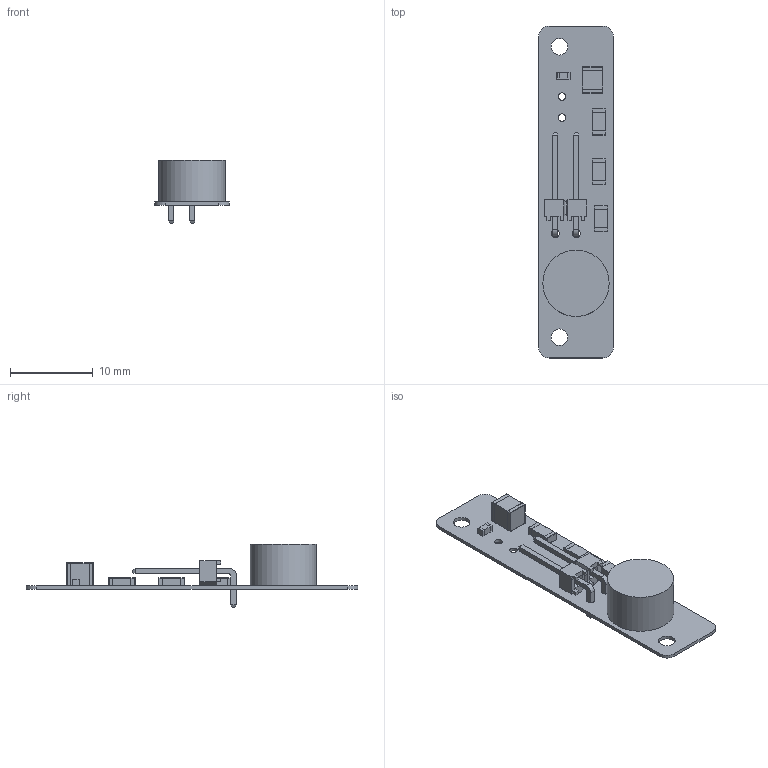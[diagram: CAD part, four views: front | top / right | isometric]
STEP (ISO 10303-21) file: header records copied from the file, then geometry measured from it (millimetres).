
FILE_DESCRIPTION(('Open CASCADE Model'),'2;1');
FILE_NAME('Open CASCADE Shape Model','2020-06-16T01:07:11',('Author'),( 'Open CASCADE'),'Open CASCADE STEP processor 6.8','Open CASCADE 6.8' ,'Unknown');
FILE_SCHEMA(('AUTOMOTIVE_DESIGN { 1 0 10303 214 1 1 1 1 }'));
Length unit declared in the file: millimetre
Products named in the file (1): PCB
Bounding box: 9 x 40 x 7.59 mm (x, y, z)
Volume: 432.6 mm3; surface area: 1231.4 mm2
Topology: 3 solids, 157 shells, 380 faces, 1262 edges, 994 vertices
Faces by surface type: plane 208, cylinder 124, sphere 48
Full cylindrical faces by diameter (mm): 0.9 x3, 1.02 x2, 2 x2, 8 x1
Entity records: 14698 total; most frequent: CARTESIAN_POINT 2589, DIRECTION 2384, ORIENTED_EDGE 1700, EDGE_CURVE 1214, VERTEX_POINT 994, LINE 806, VECTOR 806, AXIS2_PLACEMENT_3D 789
